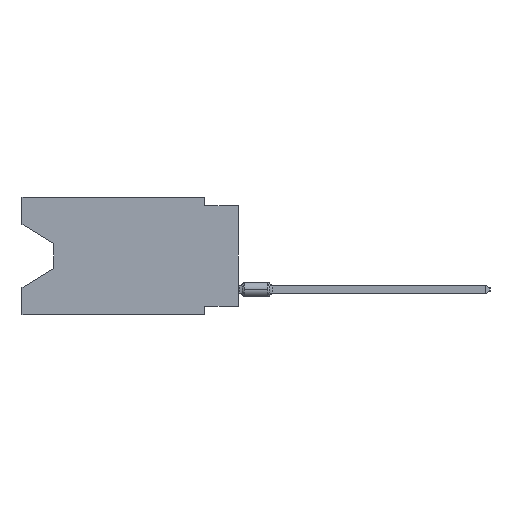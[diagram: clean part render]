
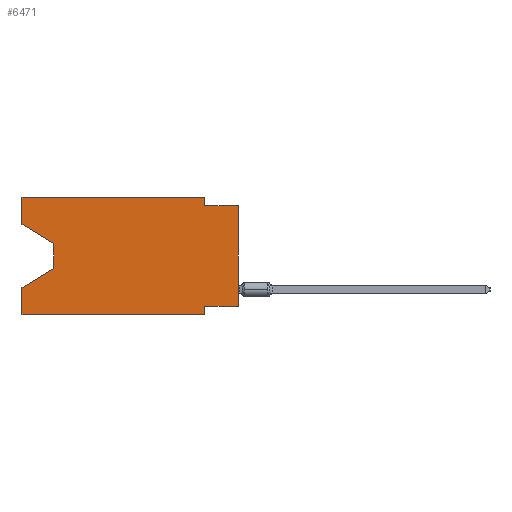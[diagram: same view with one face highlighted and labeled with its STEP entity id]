
A CAD part, left-side view. The second image highlights one B-rep face of the part: STEP entity #6471.
In plain terms, the highlighted planar face has unit normal (-1, 0, 0).
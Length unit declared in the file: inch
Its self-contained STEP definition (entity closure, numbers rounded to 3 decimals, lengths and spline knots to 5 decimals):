
#847 = CARTESIAN_POINT ( 'NONE',  ( 0., 0.1, -0.025 ) ) ;
#5134 = LINE ( 'NONE', #23156, #84121 ) ;
#5570 = EDGE_CURVE ( 'NONE', #109227, #113983, #111873, .T. ) ;
#6047 = EDGE_CURVE ( 'NONE', #47808, #87878, #15914, .T. ) ;
#6471 = ADVANCED_FACE ( 'NONE', ( #33176 ), #14626, .F. ) ;
#8107 = VERTEX_POINT ( 'NONE', #109980 ) ;
#9427 = EDGE_CURVE ( 'NONE', #47808, #65976, #94263, .T. ) ;
#14171 = CARTESIAN_POINT ( 'NONE',  ( 0., 0.55, -0.212 ) ) ;
#14468 = CARTESIAN_POINT ( 'NONE',  ( 0., 0.645, 0. ) ) ;
#14626 = PLANE ( 'NONE',  #112364 ) ;
#14702 = VERTEX_POINT ( 'NONE', #18052 ) ;
#15914 = LINE ( 'NONE', #43188, #36528 ) ;
#16262 = DIRECTION ( 'NONE',  ( 0., -0.855, -0.519 ) ) ;
#16621 = EDGE_CURVE ( 'NONE', #100396, #14702, #93707, .T. ) ;
#18052 = CARTESIAN_POINT ( 'NONE',  ( 0., 0.645, -0.26975 ) ) ;
#18326 = CARTESIAN_POINT ( 'NONE',  ( 0., 0.645, 0. ) ) ;
#20174 = DIRECTION ( 'NONE',  ( 0., 1., 0. ) ) ;
#21598 = DIRECTION ( 'NONE',  ( 0., 0., 1. ) ) ;
#22435 = DIRECTION ( 'NONE',  ( 0., 0., -1. ) ) ;
#22471 = VECTOR ( 'NONE', #20174, 39.37008 ) ;
#22476 = ORIENTED_EDGE ( 'NONE', *, *, #47066, .F. ) ;
#23004 = CARTESIAN_POINT ( 'NONE',  ( 0., 0.645, 0. ) ) ;
#23156 = CARTESIAN_POINT ( 'NONE',  ( 0., 0.55, -0.138 ) ) ;
#23306 = CARTESIAN_POINT ( 'NONE',  ( 0., 0.645, 0. ) ) ;
#24613 = EDGE_CURVE ( 'NONE', #25002, #8107, #105089, .T. ) ;
#25002 = VERTEX_POINT ( 'NONE', #56826 ) ;
#27104 = VECTOR ( 'NONE', #70609, 39.37008 ) ;
#30519 = CARTESIAN_POINT ( 'NONE',  ( 0., 0.1, -0.35 ) ) ;
#31092 = VERTEX_POINT ( 'NONE', #101271 ) ;
#32208 = EDGE_CURVE ( 'NONE', #8107, #100396, #5134, .T. ) ;
#32900 = VECTOR ( 'NONE', #48765, 39.37008 ) ;
#33176 = FACE_OUTER_BOUND ( 'NONE', #50011, .T. ) ;
#34830 = ORIENTED_EDGE ( 'NONE', *, *, #57624, .F. ) ;
#36328 = LINE ( 'NONE', #18326, #27104 ) ;
#36439 = EDGE_CURVE ( 'NONE', #25002, #109227, #83119, .T. ) ;
#36528 = VECTOR ( 'NONE', #61173, 39.37008 ) ;
#38434 = VERTEX_POINT ( 'NONE', #847 ) ;
#42714 = ORIENTED_EDGE ( 'NONE', *, *, #36439, .F. ) ;
#43188 = CARTESIAN_POINT ( 'NONE',  ( 0., 0., 0. ) ) ;
#43252 = ORIENTED_EDGE ( 'NONE', *, *, #16621, .T. ) ;
#46361 = CARTESIAN_POINT ( 'NONE',  ( 0., 0., -0.325 ) ) ;
#46376 = ORIENTED_EDGE ( 'NONE', *, *, #24613, .T. ) ;
#46464 = ORIENTED_EDGE ( 'NONE', *, *, #80190, .F. ) ;
#47066 = EDGE_CURVE ( 'NONE', #65976, #72143, #70825, .T. ) ;
#47808 = VERTEX_POINT ( 'NONE', #46361 ) ;
#48765 = DIRECTION ( 'NONE',  ( 0., -1., 0. ) ) ;
#49180 = DIRECTION ( 'NONE',  ( 0., -1., 0. ) ) ;
#49732 = LINE ( 'NONE', #87305, #67252 ) ;
#50011 = EDGE_LOOP ( 'NONE', ( #46376, #102573, #43252, #65050, #97540, #22476, #53995, #114405, #46464, #34830, #89323, #42714 ) ) ;
#50789 = CARTESIAN_POINT ( 'NONE',  ( 0., 0.1, -0.325 ) ) ;
#53024 = DIRECTION ( 'NONE',  ( 0., 0., -1. ) ) ;
#53995 = ORIENTED_EDGE ( 'NONE', *, *, #9427, .F. ) ;
#56826 = CARTESIAN_POINT ( 'NONE',  ( 0., 0.645, -0.08025 ) ) ;
#57394 = DIRECTION ( 'NONE',  ( 0., 0., -1. ) ) ;
#57462 = CARTESIAN_POINT ( 'NONE',  ( 0., 0., -0.025 ) ) ;
#57624 = EDGE_CURVE ( 'NONE', #113983, #38434, #49732, .T. ) ;
#60436 = CARTESIAN_POINT ( 'NONE',  ( 0., 0., -0.025 ) ) ;
#61173 = DIRECTION ( 'NONE',  ( 0., 0., 1. ) ) ;
#64296 = CARTESIAN_POINT ( 'NONE',  ( 0., 0., -0.325 ) ) ;
#64750 = DIRECTION ( 'NONE',  ( 0., -1., 0. ) ) ;
#65050 = ORIENTED_EDGE ( 'NONE', *, *, #109814, .F. ) ;
#65341 = LINE ( 'NONE', #110038, #77244 ) ;
#65976 = VERTEX_POINT ( 'NONE', #50789 ) ;
#67252 = VECTOR ( 'NONE', #53024, 39.37008 ) ;
#69119 = CARTESIAN_POINT ( 'NONE',  ( 0., 0.645, -0.08025 ) ) ;
#70609 = DIRECTION ( 'NONE',  ( 0., 0., 1. ) ) ;
#70825 = LINE ( 'NONE', #106235, #94674 ) ;
#72143 = VERTEX_POINT ( 'NONE', #30519 ) ;
#74698 = DIRECTION ( 'NONE',  ( 1., 0., 0. ) ) ;
#76467 = CARTESIAN_POINT ( 'NONE',  ( 0., 0.645, 0. ) ) ;
#77244 = VECTOR ( 'NONE', #64750, 39.37008 ) ;
#80190 = EDGE_CURVE ( 'NONE', #38434, #87878, #101597, .T. ) ;
#82699 = VECTOR ( 'NONE', #21598, 39.37008 ) ;
#82796 = VECTOR ( 'NONE', #49180, 39.37008 ) ;
#83119 = LINE ( 'NONE', #23306, #82699 ) ;
#83863 = DIRECTION ( 'NONE',  ( 0., 0.855, -0.519 ) ) ;
#83957 = VECTOR ( 'NONE', #83863, 39.37008 ) ;
#84121 = VECTOR ( 'NONE', #57394, 39.37008 ) ;
#84635 = CARTESIAN_POINT ( 'NONE',  ( 0., 0.1, 0. ) ) ;
#86655 = VECTOR ( 'NONE', #16262, 39.37008 ) ;
#87305 = CARTESIAN_POINT ( 'NONE',  ( 0., 0.1, 0. ) ) ;
#87878 = VERTEX_POINT ( 'NONE', #60436 ) ;
#89323 = ORIENTED_EDGE ( 'NONE', *, *, #5570, .F. ) ;
#93707 = LINE ( 'NONE', #14171, #83957 ) ;
#94263 = LINE ( 'NONE', #64296, #22471 ) ;
#94674 = VECTOR ( 'NONE', #97525, 39.37008 ) ;
#97525 = DIRECTION ( 'NONE',  ( 0., 0., -1. ) ) ;
#97540 = ORIENTED_EDGE ( 'NONE', *, *, #109994, .T. ) ;
#100396 = VERTEX_POINT ( 'NONE', #103603 ) ;
#101271 = CARTESIAN_POINT ( 'NONE',  ( 0., 0.645, -0.35 ) ) ;
#101597 = LINE ( 'NONE', #57462, #32900 ) ;
#102573 = ORIENTED_EDGE ( 'NONE', *, *, #32208, .T. ) ;
#103603 = CARTESIAN_POINT ( 'NONE',  ( 0., 0.55, -0.212 ) ) ;
#105089 = LINE ( 'NONE', #69119, #86655 ) ;
#106235 = CARTESIAN_POINT ( 'NONE',  ( 0., 0.1, -0.35 ) ) ;
#109227 = VERTEX_POINT ( 'NONE', #14468 ) ;
#109814 = EDGE_CURVE ( 'NONE', #31092, #14702, #36328, .T. ) ;
#109980 = CARTESIAN_POINT ( 'NONE',  ( 0., 0.55, -0.138 ) ) ;
#109994 = EDGE_CURVE ( 'NONE', #31092, #72143, #65341, .T. ) ;
#110038 = CARTESIAN_POINT ( 'NONE',  ( 0., 0.645, -0.35 ) ) ;
#111873 = LINE ( 'NONE', #76467, #82796 ) ;
#112364 = AXIS2_PLACEMENT_3D ( 'NONE', #23004, #74698, #22435 ) ;
#113983 = VERTEX_POINT ( 'NONE', #84635 ) ;
#114405 = ORIENTED_EDGE ( 'NONE', *, *, #6047, .T. ) ;
